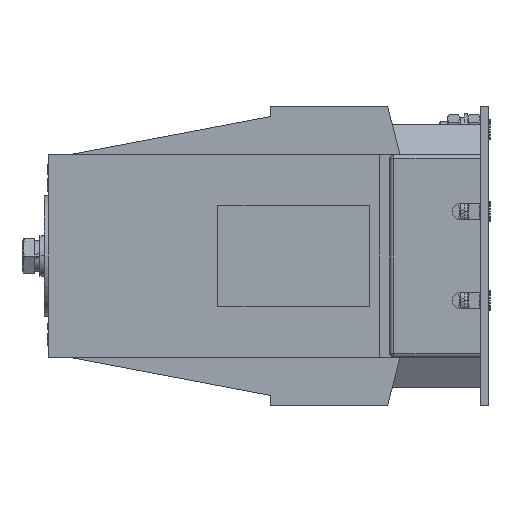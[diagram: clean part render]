
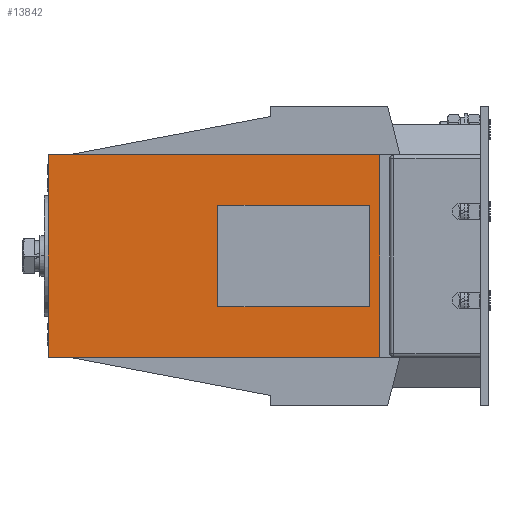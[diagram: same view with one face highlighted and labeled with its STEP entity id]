
A CAD part, left-side view. The second image highlights one B-rep face of the part: STEP entity #13842.
In plain terms, the highlighted planar face has unit normal (-1, 0, 0).
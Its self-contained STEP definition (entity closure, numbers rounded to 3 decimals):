
#379 = CARTESIAN_POINT ( 'NONE',  ( -71.733, 115.814, 403.231 ) ) ;
#813 = ORIENTED_EDGE ( 'NONE', *, *, #49032, .F. ) ;
#1287 = VERTEX_POINT ( 'NONE', #25119 ) ;
#1386 = LINE ( 'NONE', #17598, #12590 ) ;
#3171 = DIRECTION ( 'NONE',  ( 0., 0., -1. ) ) ;
#3303 = VECTOR ( 'NONE', #48514, 1000. ) ;
#4099 = EDGE_CURVE ( 'NONE', #12272, #52702, #18559, .T. ) ;
#4416 = DIRECTION ( 'NONE',  ( 0., 0., -1. ) ) ;
#6208 = LINE ( 'NONE', #22473, #50171 ) ;
#6266 = VERTEX_POINT ( 'NONE', #6621 ) ;
#6621 = CARTESIAN_POINT ( 'NONE',  ( -71.733, 190.814, 403.231 ) ) ;
#7771 = VECTOR ( 'NONE', #51232, 1000. ) ;
#8195 = VERTEX_POINT ( 'NONE', #38415 ) ;
#10009 = DIRECTION ( 'NONE',  ( 0., 0., 1. ) ) ;
#11164 = EDGE_LOOP ( 'NONE', ( #28749, #22908, #27475, #36175 ) ) ;
#11754 = CARTESIAN_POINT ( 'NONE',  ( -71.733, 115.814, 353.231 ) ) ;
#12272 = VERTEX_POINT ( 'NONE', #31626 ) ;
#12590 = VECTOR ( 'NONE', #33908, 1000. ) ;
#13842 = ADVANCED_FACE ( 'NONE', ( #51553, #14833 ), #31171, .F. ) ;
#13875 = VERTEX_POINT ( 'NONE', #15386 ) ;
#13895 = CARTESIAN_POINT ( 'NONE',  ( -71.733, 115.814, 353.231 ) ) ;
#14833 = FACE_BOUND ( 'NONE', #44094, .T. ) ;
#15282 = VECTOR ( 'NONE', #4416, 1000. ) ;
#15386 = CARTESIAN_POINT ( 'NONE',  ( -71.733, 190.814, 353.231 ) ) ;
#15803 = EDGE_CURVE ( 'NONE', #6266, #13875, #24661, .T. ) ;
#15839 = LINE ( 'NONE', #32146, #3303 ) ;
#16125 = ORIENTED_EDGE ( 'NONE', *, *, #21591, .F. ) ;
#16570 = DIRECTION ( 'NONE',  ( 0., 1., 0. ) ) ;
#17356 = EDGE_CURVE ( 'NONE', #1287, #8195, #1386, .T. ) ;
#17598 = CARTESIAN_POINT ( 'NONE',  ( -71.733, 274.814, 328.231 ) ) ;
#18410 = AXIS2_PLACEMENT_3D ( 'NONE', #23390, #39759, #3171 ) ;
#18559 = LINE ( 'NONE', #34873, #7771 ) ;
#21591 = EDGE_CURVE ( 'NONE', #38257, #46236, #6208, .T. ) ;
#22473 = CARTESIAN_POINT ( 'NONE',  ( -71.733, 115.814, 403.231 ) ) ;
#22908 = ORIENTED_EDGE ( 'NONE', *, *, #22996, .T. ) ;
#22996 = EDGE_CURVE ( 'NONE', #8195, #52702, #30318, .T. ) ;
#23390 = CARTESIAN_POINT ( 'NONE',  ( -71.733, 274.814, 328.231 ) ) ;
#24661 = LINE ( 'NONE', #41033, #15282 ) ;
#25119 = CARTESIAN_POINT ( 'NONE',  ( -71.733, 274.814, 328.231 ) ) ;
#27475 = ORIENTED_EDGE ( 'NONE', *, *, #4099, .F. ) ;
#28749 = ORIENTED_EDGE ( 'NONE', *, *, #17356, .T. ) ;
#30220 = DIRECTION ( 'NONE',  ( 0., -1., 0. ) ) ;
#30318 = LINE ( 'NONE', #46699, #33165 ) ;
#30964 = ORIENTED_EDGE ( 'NONE', *, *, #46786, .F. ) ;
#31171 = PLANE ( 'NONE',  #18410 ) ;
#31626 = CARTESIAN_POINT ( 'NONE',  ( -71.733, 274.814, 428.231 ) ) ;
#32146 = CARTESIAN_POINT ( 'NONE',  ( -71.733, 274.814, 328.231 ) ) ;
#33165 = VECTOR ( 'NONE', #10009, 1000. ) ;
#33908 = DIRECTION ( 'NONE',  ( 0., -1., 0. ) ) ;
#34637 = VECTOR ( 'NONE', #30220, 1000. ) ;
#34873 = CARTESIAN_POINT ( 'NONE',  ( -71.733, 274.814, 428.231 ) ) ;
#36089 = CARTESIAN_POINT ( 'NONE',  ( -71.733, 115.814, 403.231 ) ) ;
#36175 = ORIENTED_EDGE ( 'NONE', *, *, #52758, .F. ) ;
#36932 = LINE ( 'NONE', #379, #49850 ) ;
#38257 = VERTEX_POINT ( 'NONE', #11754 ) ;
#38415 = CARTESIAN_POINT ( 'NONE',  ( -71.733, 110.814, 328.231 ) ) ;
#38820 = DIRECTION ( 'NONE',  ( 0., 0., 1. ) ) ;
#39759 = DIRECTION ( 'NONE',  ( 1., 0., 0. ) ) ;
#41033 = CARTESIAN_POINT ( 'NONE',  ( -71.733, 190.814, 403.231 ) ) ;
#41850 = CARTESIAN_POINT ( 'NONE',  ( -71.733, 110.814, 428.231 ) ) ;
#44094 = EDGE_LOOP ( 'NONE', ( #30964, #50809, #813, #16125 ) ) ;
#46236 = VERTEX_POINT ( 'NONE', #36089 ) ;
#46699 = CARTESIAN_POINT ( 'NONE',  ( -71.733, 110.814, 304.231 ) ) ;
#46786 = EDGE_CURVE ( 'NONE', #13875, #38257, #50621, .T. ) ;
#48514 = DIRECTION ( 'NONE',  ( 0., 0., 1. ) ) ;
#49032 = EDGE_CURVE ( 'NONE', #46236, #6266, #36932, .T. ) ;
#49850 = VECTOR ( 'NONE', #16570, 1000. ) ;
#50171 = VECTOR ( 'NONE', #38820, 1000. ) ;
#50621 = LINE ( 'NONE', #13895, #34637 ) ;
#50809 = ORIENTED_EDGE ( 'NONE', *, *, #15803, .F. ) ;
#51232 = DIRECTION ( 'NONE',  ( 0., -1., 0. ) ) ;
#51553 = FACE_OUTER_BOUND ( 'NONE', #11164, .T. ) ;
#52702 = VERTEX_POINT ( 'NONE', #41850 ) ;
#52758 = EDGE_CURVE ( 'NONE', #1287, #12272, #15839, .T. ) ;
